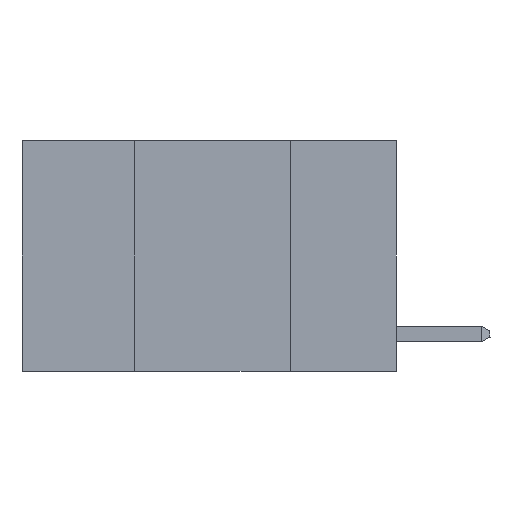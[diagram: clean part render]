
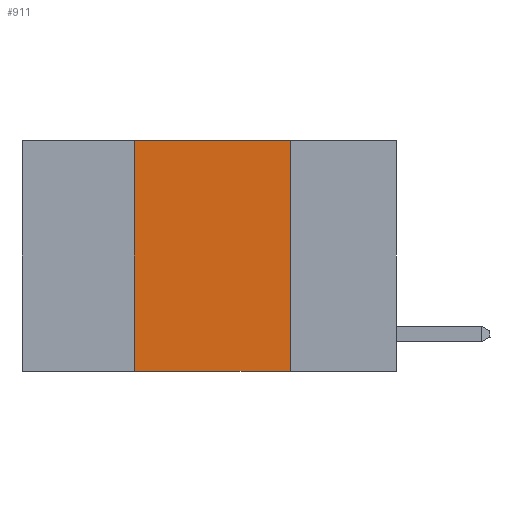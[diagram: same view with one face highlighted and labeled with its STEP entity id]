
A CAD part, left-side view. The second image highlights one B-rep face of the part: STEP entity #911.
In plain terms, the highlighted planar face has unit normal (-1, 0, 0).
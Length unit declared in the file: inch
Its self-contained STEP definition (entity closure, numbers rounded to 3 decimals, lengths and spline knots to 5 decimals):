
#911 = ADVANCED_FACE ( 'NONE', ( #7791 ), #5098, .F. ) ;
#1319 = DIRECTION ( 'NONE',  ( 0., 0., -1. ) ) ;
#1563 = VECTOR ( 'NONE', #11055, 39.37008 ) ;
#1696 = ORIENTED_EDGE ( 'NONE', *, *, #7084, .F. ) ;
#1735 = CARTESIAN_POINT ( 'NONE',  ( 0., 0.42, 0. ) ) ;
#1779 = VERTEX_POINT ( 'NONE', #1735 ) ;
#3672 = EDGE_LOOP ( 'NONE', ( #4133, #7326, #1696, #10411 ) ) ;
#4006 = CARTESIAN_POINT ( 'NONE',  ( 0., 0.6, 0. ) ) ;
#4133 = ORIENTED_EDGE ( 'NONE', *, *, #11273, .F. ) ;
#4867 = VECTOR ( 'NONE', #5121, 39.37008 ) ;
#5074 = VERTEX_POINT ( 'NONE', #13061 ) ;
#5098 = PLANE ( 'NONE',  #6709 ) ;
#5121 = DIRECTION ( 'NONE',  ( 0., -1., 0. ) ) ;
#5206 = VECTOR ( 'NONE', #11912, 39.37008 ) ;
#6610 = VECTOR ( 'NONE', #7970, 39.37008 ) ;
#6709 = AXIS2_PLACEMENT_3D ( 'NONE', #10940, #10228, #1319 ) ;
#6917 = CARTESIAN_POINT ( 'NONE',  ( 0., 0.17, 0. ) ) ;
#7084 = EDGE_CURVE ( 'NONE', #7219, #1779, #7526, .T. ) ;
#7219 = VERTEX_POINT ( 'NONE', #13278 ) ;
#7326 = ORIENTED_EDGE ( 'NONE', *, *, #7352, .F. ) ;
#7352 = EDGE_CURVE ( 'NONE', #1779, #5074, #10453, .T. ) ;
#7526 = LINE ( 'NONE', #7922, #1563 ) ;
#7791 = FACE_OUTER_BOUND ( 'NONE', #3672, .T. ) ;
#7816 = EDGE_CURVE ( 'NONE', #7219, #8927, #8340, .T. ) ;
#7922 = CARTESIAN_POINT ( 'NONE',  ( 0., 0.42, 0. ) ) ;
#7970 = DIRECTION ( 'NONE',  ( 0., 0., -1. ) ) ;
#8340 = LINE ( 'NONE', #10868, #5206 ) ;
#8927 = VERTEX_POINT ( 'NONE', #12400 ) ;
#9408 = LINE ( 'NONE', #6917, #6610 ) ;
#10228 = DIRECTION ( 'NONE',  ( 1., 0., 0. ) ) ;
#10411 = ORIENTED_EDGE ( 'NONE', *, *, #7816, .T. ) ;
#10453 = LINE ( 'NONE', #4006, #4867 ) ;
#10868 = CARTESIAN_POINT ( 'NONE',  ( 0., 0.6, -0.37 ) ) ;
#10940 = CARTESIAN_POINT ( 'NONE',  ( 0., 0.6, 0. ) ) ;
#11055 = DIRECTION ( 'NONE',  ( 0., 0., 1. ) ) ;
#11273 = EDGE_CURVE ( 'NONE', #5074, #8927, #9408, .T. ) ;
#11912 = DIRECTION ( 'NONE',  ( 0., -1., 0. ) ) ;
#12400 = CARTESIAN_POINT ( 'NONE',  ( 0., 0.17, -0.37 ) ) ;
#13061 = CARTESIAN_POINT ( 'NONE',  ( 0., 0.17, 0. ) ) ;
#13278 = CARTESIAN_POINT ( 'NONE',  ( 0., 0.42, -0.37 ) ) ;
